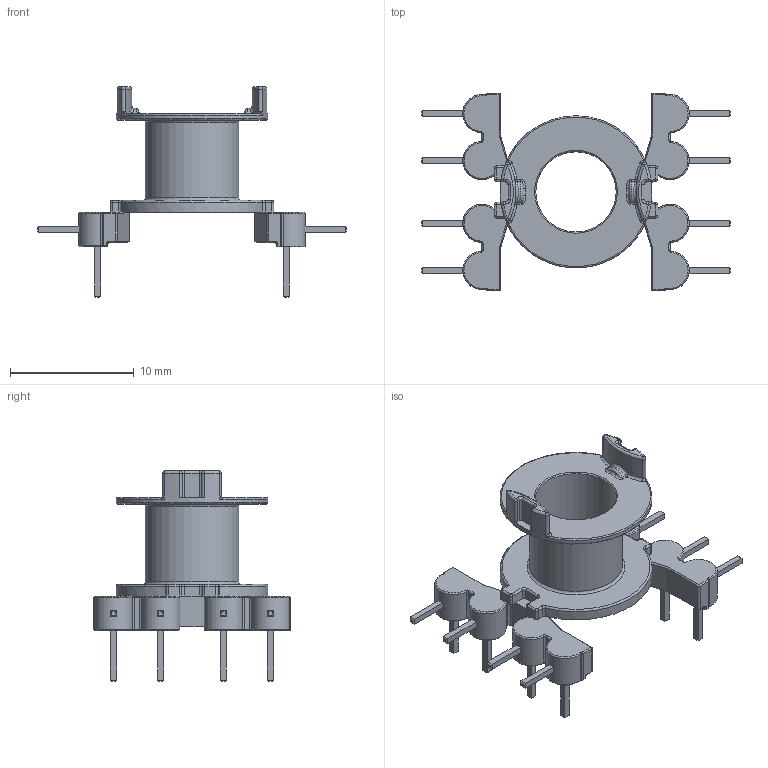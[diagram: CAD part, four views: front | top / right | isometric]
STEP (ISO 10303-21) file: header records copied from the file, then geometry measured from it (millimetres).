
FILE_DESCRIPTION(/* description */ (''),/* implementation_level */ '2;1');
FILE_NAME(/* name */ '1.stp',/* time_stamp */ '2020-02-18T19:59:23+02:00',/* author */ ('k'),/* organization */ (''),/* preprocessor_version */ 'ST-DEVELOPER v15.6',/* originating_system */ 'Autodesk Inventor 2015',/* authorisation */ '');
FILE_SCHEMA (('AUTOMOTIVE_DESIGN { 1 0 10303 214 3 1 1 }'));
Length unit declared in the file: millimetre
Products named in the file (4): 1; 2; 3
Bounding box: 25 x 16 x 17.05 mm (x, y, z)
Volume: 452 mm3; surface area: 1253.9 mm2
Topology: 17 solids, 17 shells, 507 faces, 1163 edges, 688 vertices
Faces by surface type: plane 265, cylinder 110, cone 65, torus 35, bspline 20, sphere 12
Full cylindrical faces by diameter (mm): 6.5 x1, 7.55 x1, 12.3 x1
Entity records: 14474 total; most frequent: CARTESIAN_POINT 2954, DIRECTION 2472, ORIENTED_EDGE 2298, EDGE_CURVE 1149, AXIS2_PLACEMENT_3D 873, LINE 726, VECTOR 726, VERTEX_POINT 686
